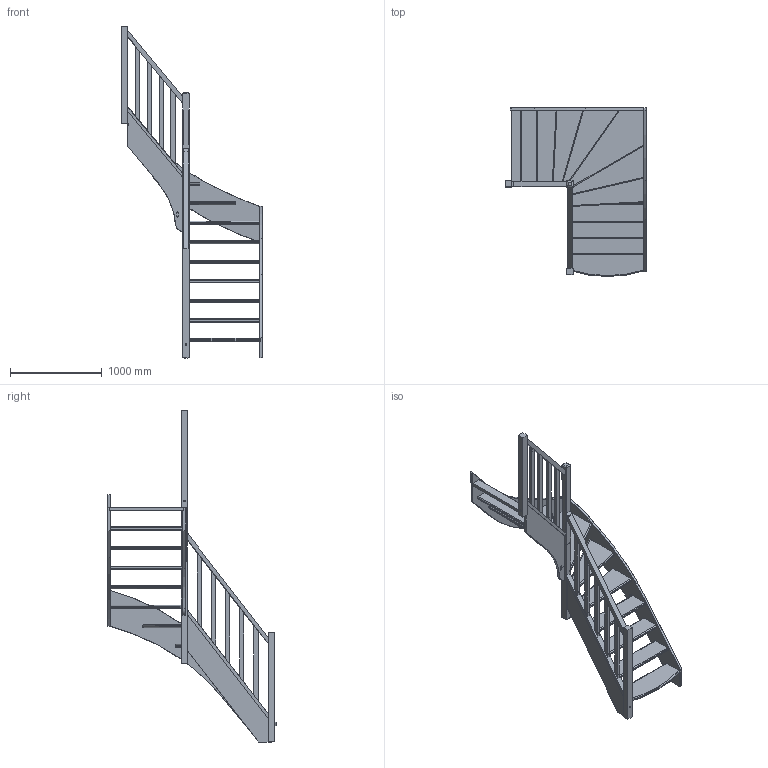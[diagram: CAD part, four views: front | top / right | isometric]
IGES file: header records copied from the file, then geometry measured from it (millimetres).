
Global section: file name: No Iges File Name specified; native system: Autodesk Inventor 2010; preprocessor: AutoDesk Inventor Iges Exporter R2010; author: F3444447; date: 20130904.140941; units: millimetre
Bounding box: 1532.33 x 1835.31 x 3612.4 mm (x, y, z)
Volume: 167940855 mm3; surface area: 12817653.3 mm2
Topology: 40 solids, 40 shells, 1289 faces, 2910 edges, 1839 vertices
Faces by surface type: bspline 588, plane 442, revolution 137, cylinder 82, cone 38, torus 2
